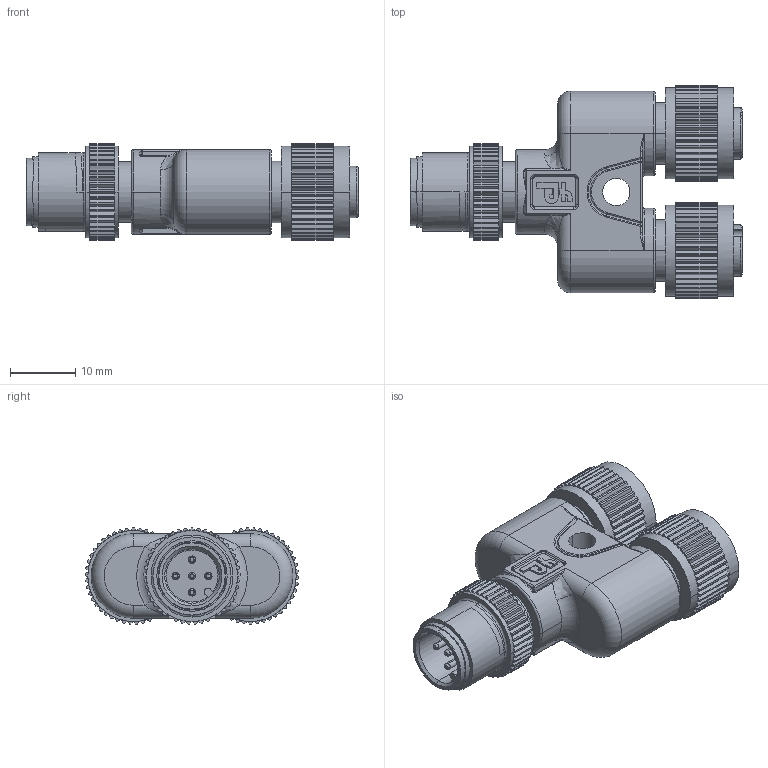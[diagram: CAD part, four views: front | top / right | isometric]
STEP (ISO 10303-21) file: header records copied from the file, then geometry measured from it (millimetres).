
FILE_DESCRIPTION((''),'2;1');
FILE_NAME('DM_CAD-2040_SW0001','2014-12-03T',('Creinig-se'),(''),'PRO/ENGINEER BY PARAMETRIC TECHNOLOGY CORPORATION, 2013050','PRO/ENGINEER BY PARAMETRIC TECHNOLOGY CORPORATION, 2013050','');
FILE_SCHEMA(('CONFIG_CONTROL_DESIGN'));
Length unit declared in the file: millimetre
Products named in the file (1): DM_CAD-2040_SW0001
Bounding box: 51.02 x 32.8 x 14.8 mm (x, y, z)
Volume: 9825.5 mm3; surface area: 8308.4 mm2
Topology: 3 solids, 3 shells, 1074 faces, 2471 edges, 1426 vertices
Faces by surface type: plane 628, cylinder 298, bspline 57, torus 39, cone 38, sphere 14
Entity records: 34959 total; most frequent: CARTESIAN_POINT 9054, DIRECTION 5323, ORIENTED_EDGE 4914, EDGE_CURVE 2457, AXIS2_PLACEMENT_3D 2014, VERTEX_POINT 1426, VECTOR 1295, LINE 1295
